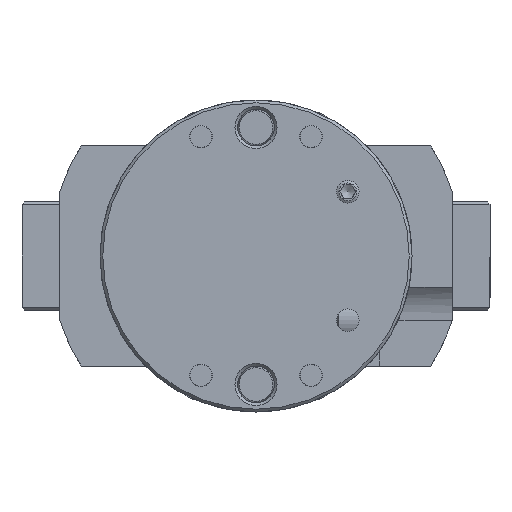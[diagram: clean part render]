
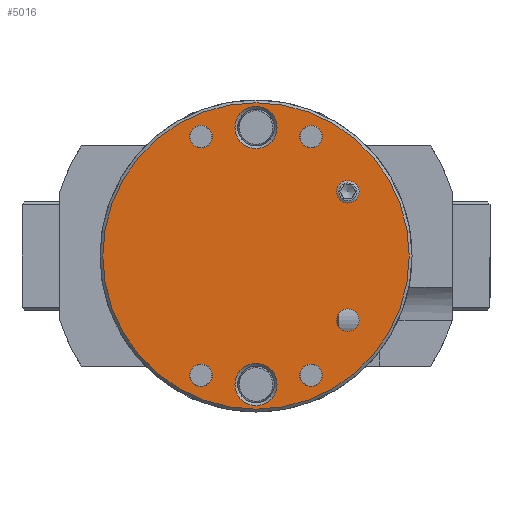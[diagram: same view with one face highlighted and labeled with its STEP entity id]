
A CAD part, front view. The second image highlights one B-rep face of the part: STEP entity #5016.
In plain terms, the highlighted face is planar.
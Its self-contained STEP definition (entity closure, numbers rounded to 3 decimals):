
#330=FACE_BOUND('',#972,.T.);
#331=FACE_BOUND('',#973,.T.);
#332=FACE_BOUND('',#974,.T.);
#333=FACE_BOUND('',#975,.T.);
#334=FACE_BOUND('',#976,.T.);
#335=FACE_BOUND('',#977,.T.);
#336=FACE_BOUND('',#978,.T.);
#337=FACE_BOUND('',#979,.T.);
#445=PLANE('',#5705);
#659=FACE_OUTER_BOUND('',#971,.T.);
#971=EDGE_LOOP('',(#4287));
#972=EDGE_LOOP('',(#4288));
#973=EDGE_LOOP('',(#4289,#4290));
#974=EDGE_LOOP('',(#4291,#4292));
#975=EDGE_LOOP('',(#4293,#4294));
#976=EDGE_LOOP('',(#4295,#4296));
#977=EDGE_LOOP('',(#4297,#4298));
#978=EDGE_LOOP('',(#4299,#4300));
#979=EDGE_LOOP('',(#4301));
#2033=CIRCLE('',#5703,2.3);
#2035=CIRCLE('',#5706,16.7);
#2036=CIRCLE('',#5707,2.3);
#2037=CIRCLE('',#5708,1.23);
#2038=CIRCLE('',#5709,1.23);
#2039=CIRCLE('',#5710,1.23);
#2040=CIRCLE('',#5711,1.23);
#2041=CIRCLE('',#5712,1.23);
#2042=CIRCLE('',#5713,1.23);
#2043=CIRCLE('',#5714,1.23);
#2044=CIRCLE('',#5715,1.23);
#2045=CIRCLE('',#5716,1.23);
#2046=CIRCLE('',#5717,1.23);
#2047=CIRCLE('',#5718,1.23);
#2048=CIRCLE('',#5719,1.23);
#2462=VERTEX_POINT('',#8700);
#2463=VERTEX_POINT('',#8705);
#2464=VERTEX_POINT('',#8707);
#2465=VERTEX_POINT('',#8709);
#2466=VERTEX_POINT('',#8710);
#2467=VERTEX_POINT('',#8713);
#2468=VERTEX_POINT('',#8714);
#2469=VERTEX_POINT('',#8717);
#2470=VERTEX_POINT('',#8718);
#2471=VERTEX_POINT('',#8721);
#2472=VERTEX_POINT('',#8722);
#2473=VERTEX_POINT('',#8725);
#2474=VERTEX_POINT('',#8726);
#2475=VERTEX_POINT('',#8729);
#2476=VERTEX_POINT('',#8730);
#3100=EDGE_CURVE('',#2462,#2462,#2033,.T.);
#3102=EDGE_CURVE('',#2463,#2463,#2035,.T.);
#3103=EDGE_CURVE('',#2464,#2464,#2036,.T.);
#3104=EDGE_CURVE('',#2465,#2466,#2037,.T.);
#3105=EDGE_CURVE('',#2466,#2465,#2038,.T.);
#3106=EDGE_CURVE('',#2467,#2468,#2039,.T.);
#3107=EDGE_CURVE('',#2468,#2467,#2040,.T.);
#3108=EDGE_CURVE('',#2469,#2470,#2041,.T.);
#3109=EDGE_CURVE('',#2470,#2469,#2042,.T.);
#3110=EDGE_CURVE('',#2471,#2472,#2043,.T.);
#3111=EDGE_CURVE('',#2472,#2471,#2044,.T.);
#3112=EDGE_CURVE('',#2473,#2474,#2045,.T.);
#3113=EDGE_CURVE('',#2474,#2473,#2046,.T.);
#3114=EDGE_CURVE('',#2475,#2476,#2047,.T.);
#3115=EDGE_CURVE('',#2476,#2475,#2048,.T.);
#4287=ORIENTED_EDGE('',*,*,#3102,.F.);
#4288=ORIENTED_EDGE('',*,*,#3103,.F.);
#4289=ORIENTED_EDGE('',*,*,#3104,.T.);
#4290=ORIENTED_EDGE('',*,*,#3105,.T.);
#4291=ORIENTED_EDGE('',*,*,#3106,.T.);
#4292=ORIENTED_EDGE('',*,*,#3107,.T.);
#4293=ORIENTED_EDGE('',*,*,#3108,.T.);
#4294=ORIENTED_EDGE('',*,*,#3109,.T.);
#4295=ORIENTED_EDGE('',*,*,#3110,.T.);
#4296=ORIENTED_EDGE('',*,*,#3111,.T.);
#4297=ORIENTED_EDGE('',*,*,#3112,.T.);
#4298=ORIENTED_EDGE('',*,*,#3113,.T.);
#4299=ORIENTED_EDGE('',*,*,#3114,.T.);
#4300=ORIENTED_EDGE('',*,*,#3115,.T.);
#4301=ORIENTED_EDGE('',*,*,#3100,.F.);
#5016=ADVANCED_FACE('',(#659,#330,#331,#332,#333,#334,#335,#336,#337),#445,
 .F.);
#5703=AXIS2_PLACEMENT_3D('',#8702,#6933,#6934);
#5705=AXIS2_PLACEMENT_3D('',#8704,#6937,#6938);
#5706=AXIS2_PLACEMENT_3D('',#8706,#6939,#6940);
#5707=AXIS2_PLACEMENT_3D('',#8708,#6941,#6942);
#5708=AXIS2_PLACEMENT_3D('',#8711,#6943,#6944);
#5709=AXIS2_PLACEMENT_3D('',#8712,#6945,#6946);
#5710=AXIS2_PLACEMENT_3D('',#8715,#6947,#6948);
#5711=AXIS2_PLACEMENT_3D('',#8716,#6949,#6950);
#5712=AXIS2_PLACEMENT_3D('',#8719,#6951,#6952);
#5713=AXIS2_PLACEMENT_3D('',#8720,#6953,#6954);
#5714=AXIS2_PLACEMENT_3D('',#8723,#6955,#6956);
#5715=AXIS2_PLACEMENT_3D('',#8724,#6957,#6958);
#5716=AXIS2_PLACEMENT_3D('',#8727,#6959,#6960);
#5717=AXIS2_PLACEMENT_3D('',#8728,#6961,#6962);
#5718=AXIS2_PLACEMENT_3D('',#8731,#6963,#6964);
#5719=AXIS2_PLACEMENT_3D('',#8732,#6965,#6966);
#6933=DIRECTION('center_axis',(0.,0.,-1.));
#6934=DIRECTION('ref_axis',(1.,0.,0.));
#6937=DIRECTION('center_axis',(0.,0.,1.));
#6938=DIRECTION('ref_axis',(1.,0.,0.));
#6939=DIRECTION('center_axis',(0.,0.,1.));
#6940=DIRECTION('ref_axis',(-1.,0.,0.));
#6941=DIRECTION('center_axis',(0.,0.,-1.));
#6942=DIRECTION('ref_axis',(1.,0.,0.));
#6943=DIRECTION('center_axis',(0.,0.,1.));
#6944=DIRECTION('ref_axis',(-1.,0.,0.));
#6945=DIRECTION('center_axis',(0.,0.,1.));
#6946=DIRECTION('ref_axis',(-1.,0.,0.));
#6947=DIRECTION('center_axis',(0.,0.,1.));
#6948=DIRECTION('ref_axis',(-1.,0.,0.));
#6949=DIRECTION('center_axis',(0.,0.,1.));
#6950=DIRECTION('ref_axis',(-1.,0.,0.));
#6951=DIRECTION('center_axis',(0.,0.,1.));
#6952=DIRECTION('ref_axis',(-1.,0.,0.));
#6953=DIRECTION('center_axis',(0.,0.,1.));
#6954=DIRECTION('ref_axis',(-1.,0.,0.));
#6955=DIRECTION('center_axis',(0.,0.,1.));
#6956=DIRECTION('ref_axis',(-1.,0.,0.));
#6957=DIRECTION('center_axis',(0.,0.,1.));
#6958=DIRECTION('ref_axis',(-1.,0.,0.));
#6959=DIRECTION('center_axis',(0.,0.,1.));
#6960=DIRECTION('ref_axis',(-1.,0.,0.));
#6961=DIRECTION('center_axis',(0.,0.,1.));
#6962=DIRECTION('ref_axis',(-1.,0.,0.));
#6963=DIRECTION('center_axis',(0.,0.,1.));
#6964=DIRECTION('ref_axis',(-1.,0.,0.));
#6965=DIRECTION('center_axis',(0.,0.,1.));
#6966=DIRECTION('ref_axis',(-1.,0.,0.));
#8700=CARTESIAN_POINT('',(-2.3,-14.,0.));
#8702=CARTESIAN_POINT('Origin',(0.,-14.,0.));
#8704=CARTESIAN_POINT('Origin',(0.,0.,
0.));
#8705=CARTESIAN_POINT('',(16.7,0.,0.));
#8706=CARTESIAN_POINT('Origin',(0.,0.,0.));
#8707=CARTESIAN_POINT('',(-2.3,14.,0.));
#8708=CARTESIAN_POINT('Origin',(0.,14.,0.));
#8709=CARTESIAN_POINT('',(-7.23,13.,0.));
#8710=CARTESIAN_POINT('',(-4.771,13.,0.));
#8711=CARTESIAN_POINT('Origin',(-6.,13.,0.));
#8712=CARTESIAN_POINT('Origin',(-6.,13.,0.));
#8713=CARTESIAN_POINT('',(4.771,-13.,0.));
#8714=CARTESIAN_POINT('',(7.23,-13.,0.));
#8715=CARTESIAN_POINT('Origin',(6.,-13.,0.));
#8716=CARTESIAN_POINT('Origin',(6.,-13.,0.));
#8717=CARTESIAN_POINT('',(-7.23,-13.,0.));
#8718=CARTESIAN_POINT('',(-4.771,-13.,0.));
#8719=CARTESIAN_POINT('Origin',(-6.,-13.,0.));
#8720=CARTESIAN_POINT('Origin',(-6.,-13.,0.));
#8721=CARTESIAN_POINT('',(4.771,13.,0.));
#8722=CARTESIAN_POINT('',(7.23,13.,0.));
#8723=CARTESIAN_POINT('Origin',(6.,13.,0.));
#8724=CARTESIAN_POINT('Origin',(6.,13.,0.));
#8725=CARTESIAN_POINT('',(8.771,7.,0.));
#8726=CARTESIAN_POINT('',(11.23,7.,0.));
#8727=CARTESIAN_POINT('Origin',(10.,7.,0.));
#8728=CARTESIAN_POINT('Origin',(10.,7.,0.));
#8729=CARTESIAN_POINT('',(8.771,-7.,0.));
#8730=CARTESIAN_POINT('',(11.23,-7.,0.));
#8731=CARTESIAN_POINT('Origin',(10.,-7.,0.));
#8732=CARTESIAN_POINT('Origin',(10.,-7.,0.));
